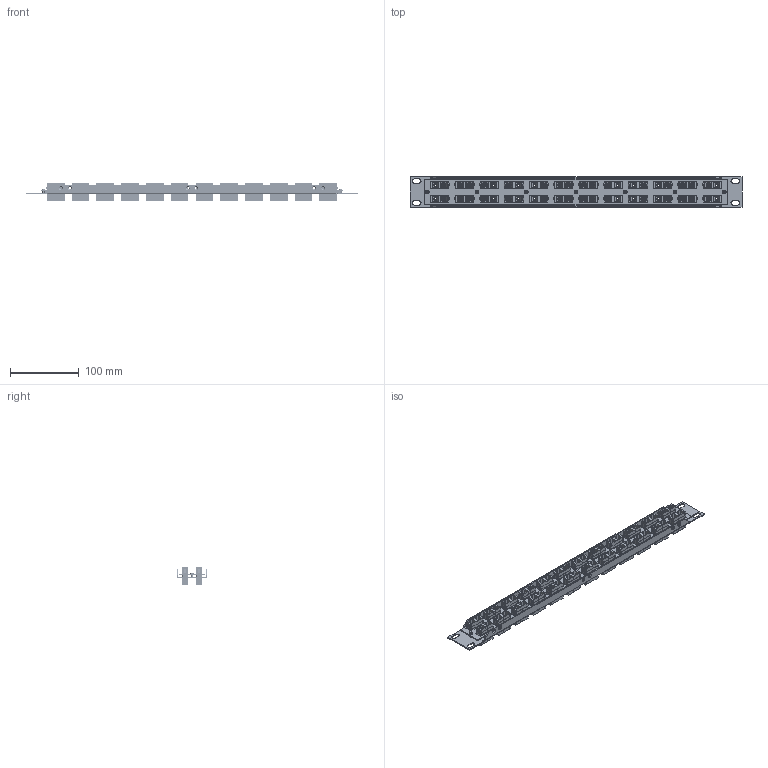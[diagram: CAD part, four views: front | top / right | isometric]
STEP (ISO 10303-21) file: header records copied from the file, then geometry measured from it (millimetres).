
FILE_DESCRIPTION (( 'STEP AP214' ), '1' );
FILE_NAME ('PR175SC48M.STEP', '2018-03-21T19:59:44', ( '' ), ( '' ), 'SwSTEP 2.0', 'SolidWorks 2017', '' );
FILE_SCHEMA (( 'AUTOMOTIVE_DESIGN' ));
Length unit declared in the file: inch
Products named in the file (8): 1AP06-005-MA1; PR175SC48M; FOA-005M_WITHOUT DUST CAPS; 3AA02-004_4-40 SMALL PATTERN NUT; 1AP13-001; 1AP06-005; 1AP14-004; FOA-005M
Assembly tree (42 placements, depth 3):
  PR175SC48M
    1AP06-005
      1AP14-004
      1AP06-005-MA1  x7
    FOA-005M_WITHOUT DUST CAPS  x24
      FOA-005M
    1AP13-001
    3AA02-004_4-40 SMALL PATTERN NUT  x7
Bounding box: 482.6 x 43.94 x 27.43 mm (x, y, z)
Volume: 133759.7 mm3; surface area: 218734.5 mm2
Topology: 40 solids, 40 shells, 7236 faces, 19487 edges, 12882 vertices
Faces by surface type: plane 5677, cylinder 1020, bspline 323, cone 216
Entity records: 64999 total; most frequent: CARTESIAN_POINT 23347, ORIENTED_EDGE 6862, DIRECTION 5009, EDGE_CURVE 3431, LINE 2505, VECTOR 2505, VERTEX_POINT 2270, EDGE_LOOP 1507
